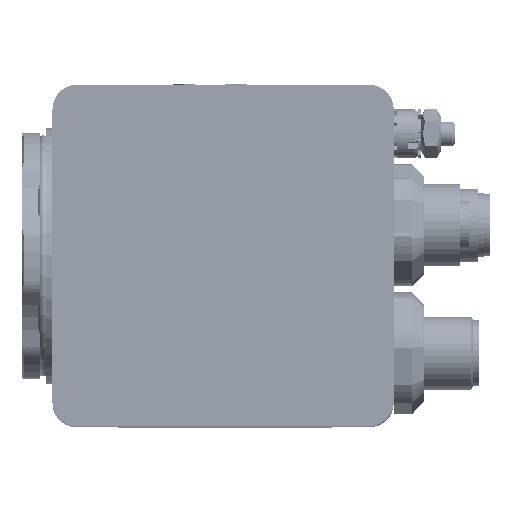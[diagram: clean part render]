
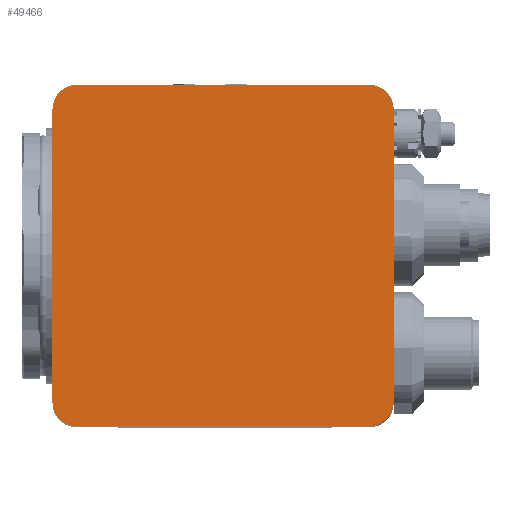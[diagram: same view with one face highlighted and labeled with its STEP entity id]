
A CAD part, top view. The second image highlights one B-rep face of the part: STEP entity #49466.
In plain terms, the highlighted face is planar.
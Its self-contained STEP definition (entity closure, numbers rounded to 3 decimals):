
#5721=FACE_OUTER_BOUND('',#9405,.T.);
#9405=EDGE_LOOP('',(#39307,#39308,#39309,#39310,#39311,#39312,#39313,#39314));
#13207=LINE('',#79874,#17253);
#13211=LINE('',#79886,#17257);
#13215=LINE('',#79898,#17261);
#13218=LINE('',#79907,#17264);
#17253=VECTOR('',#63639,48.);
#17257=VECTOR('',#63651,48.);
#17261=VECTOR('',#63663,48.);
#17264=VECTOR('',#63674,48.);
#20320=CIRCLE('',#53755,4.);
#20322=CIRCLE('',#53759,4.);
#20324=CIRCLE('',#53763,4.);
#20326=CIRCLE('',#53767,4.);
#23614=VERTEX_POINT('',#79864);
#23615=VERTEX_POINT('',#79866);
#23617=VERTEX_POINT('',#79872);
#23619=VERTEX_POINT('',#79878);
#23621=VERTEX_POINT('',#79884);
#23623=VERTEX_POINT('',#79890);
#23625=VERTEX_POINT('',#79896);
#23627=VERTEX_POINT('',#79902);
#29249=EDGE_CURVE('',#23615,#23614,#20320,.T.);
#29253=EDGE_CURVE('',#23614,#23617,#13207,.T.);
#29256=EDGE_CURVE('',#23617,#23619,#20322,.T.);
#29259=EDGE_CURVE('',#23619,#23621,#13211,.T.);
#29262=EDGE_CURVE('',#23621,#23623,#20324,.T.);
#29265=EDGE_CURVE('',#23623,#23625,#13215,.T.);
#29268=EDGE_CURVE('',#23625,#23627,#20326,.T.);
#29270=EDGE_CURVE('',#23627,#23615,#13218,.T.);
#39307=ORIENTED_EDGE('',*,*,#29270,.T.);
#39308=ORIENTED_EDGE('',*,*,#29249,.T.);
#39309=ORIENTED_EDGE('',*,*,#29253,.T.);
#39310=ORIENTED_EDGE('',*,*,#29256,.T.);
#39311=ORIENTED_EDGE('',*,*,#29259,.T.);
#39312=ORIENTED_EDGE('',*,*,#29262,.T.);
#39313=ORIENTED_EDGE('',*,*,#29265,.T.);
#39314=ORIENTED_EDGE('',*,*,#29268,.T.);
#47108=PLANE('',#53770);
#49466=ADVANCED_FACE('',(#5721),#47108,.F.);
#53755=AXIS2_PLACEMENT_3D('',#79867,#63632,#63633);
#53759=AXIS2_PLACEMENT_3D('',#79880,#63645,#63646);
#53763=AXIS2_PLACEMENT_3D('',#79892,#63657,#63658);
#53767=AXIS2_PLACEMENT_3D('',#79904,#63669,#63670);
#53770=AXIS2_PLACEMENT_3D('',#79909,#63677,#63678);
#63632=DIRECTION('center_axis',(0.,0.,-1.));
#63633=DIRECTION('ref_axis',(-1.,0.,0.));
#63639=DIRECTION('',(0.,-1.,0.));
#63645=DIRECTION('center_axis',(0.,0.,-1.));
#63646=DIRECTION('ref_axis',(0.,1.,0.));
#63651=DIRECTION('',(-1.,0.,0.));
#63657=DIRECTION('center_axis',(0.,0.,-1.));
#63658=DIRECTION('ref_axis',(1.,0.,0.));
#63663=DIRECTION('',(0.,1.,0.));
#63669=DIRECTION('center_axis',(0.,0.,-1.));
#63670=DIRECTION('ref_axis',(0.,-1.,0.));
#63674=DIRECTION('',(1.,0.,0.));
#63677=DIRECTION('center_axis',(0.,0.,1.));
#63678=DIRECTION('ref_axis',(1.,0.,0.));
#79864=CARTESIAN_POINT('',(56.,52.,0.));
#79866=CARTESIAN_POINT('',(52.,56.,0.));
#79867=CARTESIAN_POINT('Origin',(52.,52.,0.));
#79872=CARTESIAN_POINT('',(56.,4.,0.));
#79874=CARTESIAN_POINT('',(56.,52.,0.));
#79878=CARTESIAN_POINT('',(52.,0.,0.));
#79880=CARTESIAN_POINT('Origin',(52.,4.,0.));
#79884=CARTESIAN_POINT('',(4.,0.,0.));
#79886=CARTESIAN_POINT('',(52.,0.,0.));
#79890=CARTESIAN_POINT('',(0.,4.,0.));
#79892=CARTESIAN_POINT('Origin',(4.,4.,0.));
#79896=CARTESIAN_POINT('',(0.,52.,0.));
#79898=CARTESIAN_POINT('',(0.,4.,0.));
#79902=CARTESIAN_POINT('',(4.,56.,0.));
#79904=CARTESIAN_POINT('Origin',(4.,52.,0.));
#79907=CARTESIAN_POINT('',(4.,56.,0.));
#79909=CARTESIAN_POINT('Origin',(28.,28.,0.));
